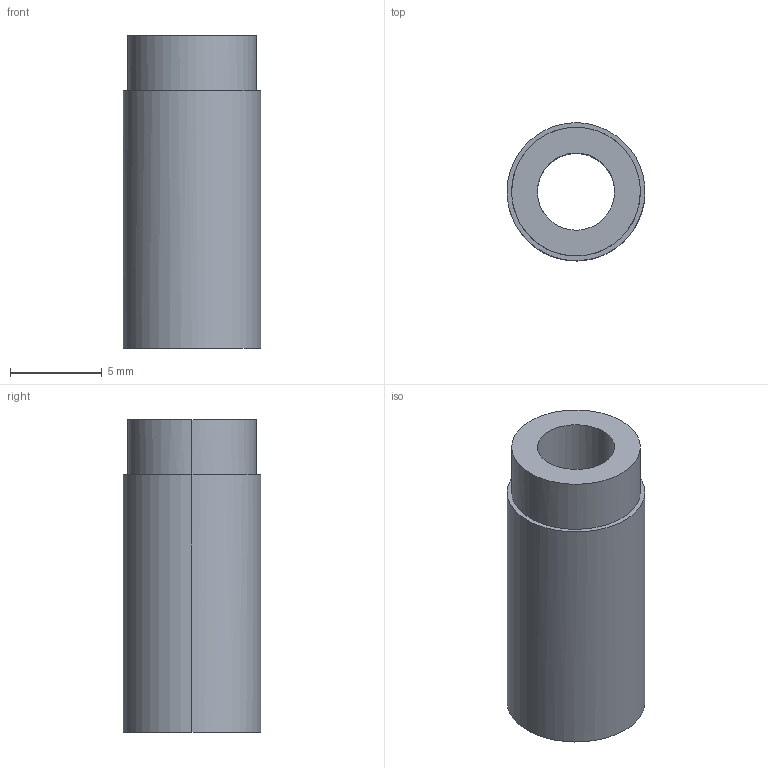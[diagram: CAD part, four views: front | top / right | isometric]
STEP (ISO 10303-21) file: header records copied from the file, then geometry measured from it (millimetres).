
FILE_DESCRIPTION(/* description */ (''),/* implementation_level */ '2;1');
FILE_NAME(/* name */ 'M8_BRA~1',/* time_stamp */ '2014-10-14T14:04:07+02:00',/* author */ (''),/* organization */ (''),/* preprocessor_version */ 'ST-DEVELOPER v14',/* originating_system */ '',/* authorisation */ '');
FILE_SCHEMA (('AUTOMOTIVE_DESIGN'));
Length unit declared in the file: millimetre
Products named in the file (1): Document
Bounding box: 7.5 x 7.5 x 17 mm (x, y, z)
Volume: 499.7 mm3; surface area: 681.3 mm2
Topology: 1 solids, 1 shells, 11 faces, 26 edges, 18 vertices
Faces by surface type: bspline 8, plane 3
Entity records: 394 total; most frequent: CARTESIAN_POINT 225, ORIENTED_EDGE 52, EDGE_CURVE 26, VERTEX_POINT 18, EDGE_LOOP 14, ADVANCED_FACE 11, FACE_OUTER_BOUND 11, DIRECTION 7
